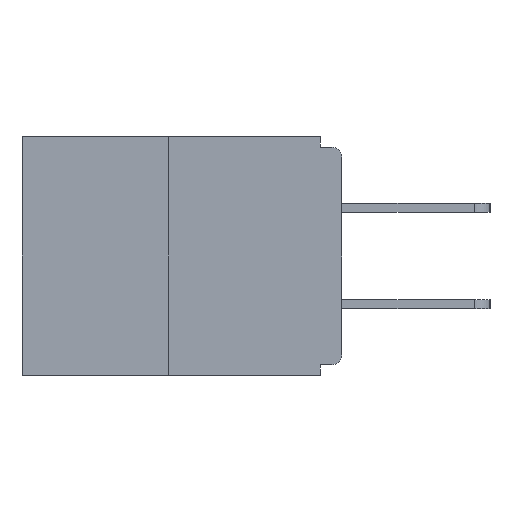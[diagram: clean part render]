
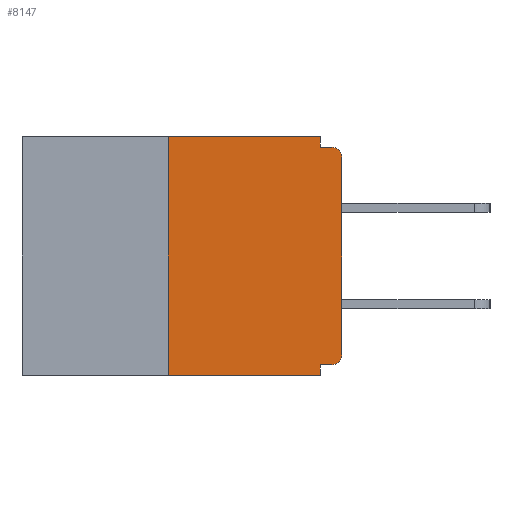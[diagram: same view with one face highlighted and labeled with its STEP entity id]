
A CAD part, left-side view. The second image highlights one B-rep face of the part: STEP entity #8147.
In plain terms, the highlighted planar face has unit normal (-1, 0, 0).
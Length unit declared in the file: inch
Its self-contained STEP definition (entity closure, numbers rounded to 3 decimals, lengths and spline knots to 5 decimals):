
#492 = EDGE_CURVE ( 'NONE', #6734, #15059, #14212, .T. ) ;
#606 = CARTESIAN_POINT ( 'NONE',  ( 0., 0.46, 0. ) ) ;
#632 = ORIENTED_EDGE ( 'NONE', *, *, #14550, .T. ) ;
#734 = ORIENTED_EDGE ( 'NONE', *, *, #9128, .F. ) ;
#797 = VECTOR ( 'NONE', #5683, 39.37008 ) ;
#925 = CARTESIAN_POINT ( 'NONE',  ( 0., 0.25, 0. ) ) ;
#1357 = LINE ( 'NONE', #925, #1781 ) ;
#1361 = ORIENTED_EDGE ( 'NONE', *, *, #3369, .F. ) ;
#1781 = VECTOR ( 'NONE', #6329, 39.37008 ) ;
#2429 = DIRECTION ( 'NONE',  ( 0., 0., -1. ) ) ;
#2540 = VECTOR ( 'NONE', #2429, 39.37008 ) ;
#2830 = LINE ( 'NONE', #606, #4508 ) ;
#3061 = EDGE_CURVE ( 'NONE', #16697, #6734, #8771, .T. ) ;
#3369 = EDGE_CURVE ( 'NONE', #16817, #7438, #1357, .T. ) ;
#4079 = DIRECTION ( 'NONE',  ( 0., 1., 0. ) ) ;
#4288 = LINE ( 'NONE', #16949, #10495 ) ;
#4421 = DIRECTION ( 'NONE',  ( 0., 0., 1. ) ) ;
#4508 = VECTOR ( 'NONE', #14222, 39.37008 ) ;
#4593 = ORIENTED_EDGE ( 'NONE', *, *, #3061, .F. ) ;
#4655 = CARTESIAN_POINT ( 'NONE',  ( 0., 0., -0.313 ) ) ;
#5249 = VERTEX_POINT ( 'NONE', #4655 ) ;
#5650 = CARTESIAN_POINT ( 'NONE',  ( 0., 0.015, -0.015 ) ) ;
#5683 = DIRECTION ( 'NONE',  ( 0., -1., 0. ) ) ;
#6035 = LINE ( 'NONE', #16434, #797 ) ;
#6202 = DIRECTION ( 'NONE',  ( 0., 0., -1. ) ) ;
#6260 = CARTESIAN_POINT ( 'NONE',  ( 0., 0.015, -0.03 ) ) ;
#6329 = DIRECTION ( 'NONE',  ( 0., 0., 1. ) ) ;
#6330 = VECTOR ( 'NONE', #4421, 39.37008 ) ;
#6380 = DIRECTION ( 'NONE',  ( -1., 0., 0. ) ) ;
#6393 = CARTESIAN_POINT ( 'NONE',  ( 0., 0.015, -0.328 ) ) ;
#6650 = DIRECTION ( 'NONE',  ( 1., 0., 0. ) ) ;
#6734 = VERTEX_POINT ( 'NONE', #15805 ) ;
#6836 = EDGE_CURVE ( 'NONE', #15286, #8077, #11454, .T. ) ;
#7200 = EDGE_CURVE ( 'NONE', #8663, #17165, #15859, .T. ) ;
#7438 = VERTEX_POINT ( 'NONE', #12974 ) ;
#7451 = DIRECTION ( 'NONE',  ( 0., -1., 0. ) ) ;
#7500 = VECTOR ( 'NONE', #4079, 39.37008 ) ;
#8024 = ORIENTED_EDGE ( 'NONE', *, *, #6836, .F. ) ;
#8029 = PLANE ( 'NONE',  #10082 ) ;
#8077 = VERTEX_POINT ( 'NONE', #8332 ) ;
#8147 = ADVANCED_FACE ( 'NONE', ( #17492 ), #8029, .F. ) ;
#8332 = CARTESIAN_POINT ( 'NONE',  ( 0., 0.031, -0.015 ) ) ;
#8440 = CARTESIAN_POINT ( 'NONE',  ( 0., 0.031, 0. ) ) ;
#8444 = ORIENTED_EDGE ( 'NONE', *, *, #9488, .T. ) ;
#8498 = CIRCLE ( 'NONE', #13983, 0.015 ) ;
#8663 = VERTEX_POINT ( 'NONE', #13215 ) ;
#8771 = LINE ( 'NONE', #13440, #7500 ) ;
#9087 = CARTESIAN_POINT ( 'NONE',  ( 0., 0.015, -0.313 ) ) ;
#9128 = EDGE_CURVE ( 'NONE', #8077, #17165, #4288, .T. ) ;
#9161 = ORIENTED_EDGE ( 'NONE', *, *, #16416, .T. ) ;
#9194 = DIRECTION ( 'NONE',  ( 0., 0., -1. ) ) ;
#9488 = EDGE_CURVE ( 'NONE', #16817, #15059, #6035, .T. ) ;
#10077 = CARTESIAN_POINT ( 'NONE',  ( 0., 0., 0. ) ) ;
#10082 = AXIS2_PLACEMENT_3D ( 'NONE', #10777, #6650, #16167 ) ;
#10495 = VECTOR ( 'NONE', #7451, 39.37008 ) ;
#10602 = CARTESIAN_POINT ( 'NONE',  ( 0., 0.031, -0.343 ) ) ;
#10766 = CARTESIAN_POINT ( 'NONE',  ( 0., 0.031, -0.343 ) ) ;
#10777 = CARTESIAN_POINT ( 'NONE',  ( 0., 0.46, 0. ) ) ;
#11454 = LINE ( 'NONE', #16934, #14178 ) ;
#11585 = DIRECTION ( 'NONE',  ( 0., 0., -1. ) ) ;
#11615 = EDGE_CURVE ( 'NONE', #7438, #15286, #2830, .T. ) ;
#12236 = EDGE_LOOP ( 'NONE', ( #16269, #1361, #8444, #16202, #4593, #9161, #632, #17269, #734, #8024 ) ) ;
#12943 = LINE ( 'NONE', #10077, #6330 ) ;
#12974 = CARTESIAN_POINT ( 'NONE',  ( 0., 0.25, 0. ) ) ;
#13215 = CARTESIAN_POINT ( 'NONE',  ( 0., 0., -0.03 ) ) ;
#13268 = DIRECTION ( 'NONE',  ( -1., 0., 0. ) ) ;
#13440 = CARTESIAN_POINT ( 'NONE',  ( 0., 0., -0.328 ) ) ;
#13599 = CARTESIAN_POINT ( 'NONE',  ( 0., 0.25, -0.343 ) ) ;
#13983 = AXIS2_PLACEMENT_3D ( 'NONE', #9087, #13268, #9194 ) ;
#14178 = VECTOR ( 'NONE', #11585, 39.37008 ) ;
#14212 = LINE ( 'NONE', #10602, #2540 ) ;
#14222 = DIRECTION ( 'NONE',  ( 0., -1., 0. ) ) ;
#14550 = EDGE_CURVE ( 'NONE', #5249, #8663, #12943, .T. ) ;
#15059 = VERTEX_POINT ( 'NONE', #10766 ) ;
#15286 = VERTEX_POINT ( 'NONE', #8440 ) ;
#15651 = AXIS2_PLACEMENT_3D ( 'NONE', #6260, #6380, #6202 ) ;
#15805 = CARTESIAN_POINT ( 'NONE',  ( 0., 0.031, -0.328 ) ) ;
#15859 = CIRCLE ( 'NONE', #15651, 0.015 ) ;
#16167 = DIRECTION ( 'NONE',  ( 0., 0., -1. ) ) ;
#16202 = ORIENTED_EDGE ( 'NONE', *, *, #492, .F. ) ;
#16269 = ORIENTED_EDGE ( 'NONE', *, *, #11615, .F. ) ;
#16416 = EDGE_CURVE ( 'NONE', #16697, #5249, #8498, .T. ) ;
#16434 = CARTESIAN_POINT ( 'NONE',  ( 0., 0.46, -0.343 ) ) ;
#16697 = VERTEX_POINT ( 'NONE', #6393 ) ;
#16817 = VERTEX_POINT ( 'NONE', #13599 ) ;
#16934 = CARTESIAN_POINT ( 'NONE',  ( 0., 0.031, 0. ) ) ;
#16949 = CARTESIAN_POINT ( 'NONE',  ( 0., 0., -0.015 ) ) ;
#17165 = VERTEX_POINT ( 'NONE', #5650 ) ;
#17269 = ORIENTED_EDGE ( 'NONE', *, *, #7200, .T. ) ;
#17492 = FACE_OUTER_BOUND ( 'NONE', #12236, .T. ) ;
